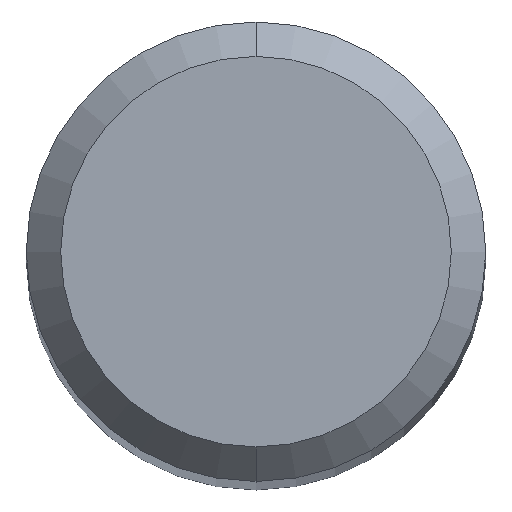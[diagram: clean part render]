
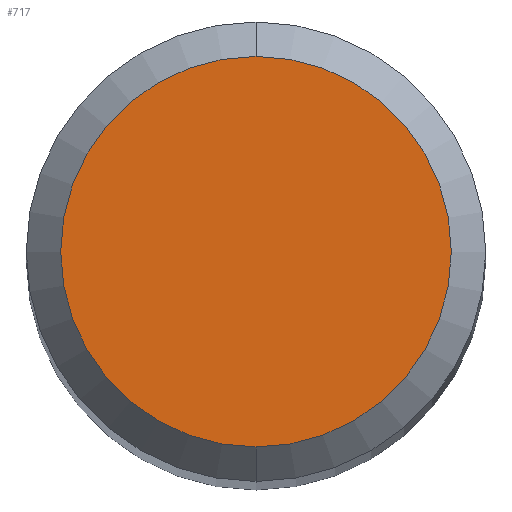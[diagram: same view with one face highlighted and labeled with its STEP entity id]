
A CAD part, top view. The second image highlights one B-rep face of the part: STEP entity #717.
In plain terms, the highlighted planar face has unit normal (0, 0, 1).
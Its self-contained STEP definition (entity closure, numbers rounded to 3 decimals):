
#503=VERTEX_POINT('',#1243);
#717=ADVANCED_FACE('',(#1465),#1466,.T.);
#893=EDGE_CURVE('',#503,#899,#1667,.T.);
#899=VERTEX_POINT('',#1673);
#1069=EDGE_CURVE('',#899,#503,#1860,.T.);
#1243=CARTESIAN_POINT('',(0.0,1.7,0.0));
#1465=FACE_OUTER_BOUND('',#3241,.T.);
#1466=PLANE('',#3242);
#1667=CIRCLE('',#4180,1.7);
#1673=CARTESIAN_POINT('',(0.,-1.7,0.0));
#1860=CIRCLE('',#4798,1.7);
#3241=EDGE_LOOP('',(#5170,#5171));
#3242=AXIS2_PLACEMENT_3D('',#5172,#5173,#5174);
#4180=AXIS2_PLACEMENT_3D('',#5458,#5459,#5460);
#4798=AXIS2_PLACEMENT_3D('',#5674,#5675,#5676);
#5170=ORIENTED_EDGE('',*,*,#893,.F.);
#5171=ORIENTED_EDGE('',*,*,#1069,.F.);
#5172=CARTESIAN_POINT('',(0.0,0.85,0.0));
#5173=DIRECTION('',(-0.0,0.0,1.0));
#5174=DIRECTION('',(0.0,-1.0,0.0));
#5458=CARTESIAN_POINT('',(0.0,0.0,0.0));
#5459=DIRECTION('',(0.0,0.0,-1.0));
#5460=DIRECTION('',(0.0,1.0,0.0));
#5674=CARTESIAN_POINT('',(0.0,0.0,0.0));
#5675=DIRECTION('',(0.0,0.0,-1.0));
#5676=DIRECTION('',(0.0,1.0,0.0));
